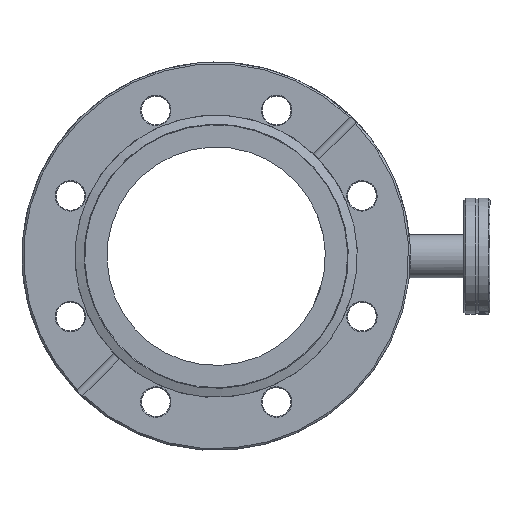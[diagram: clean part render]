
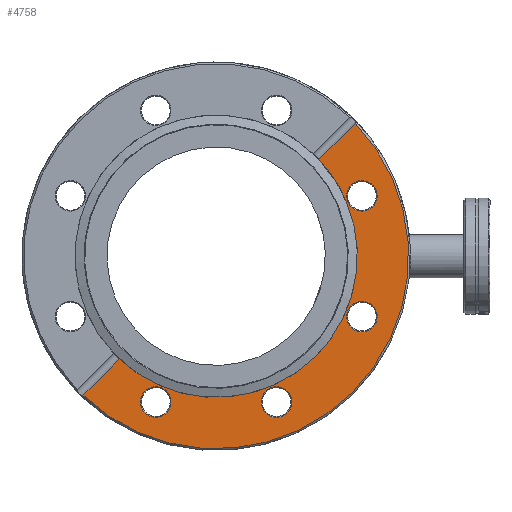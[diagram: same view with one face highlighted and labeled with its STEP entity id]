
A CAD part, front view. The second image highlights one B-rep face of the part: STEP entity #4758.
In plain terms, the highlighted planar face has unit normal (0, -1, 0).
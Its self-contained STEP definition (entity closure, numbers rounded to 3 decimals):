
#195=PLANE('',#5124);
#262=FACE_BOUND('',#904,.T.);
#263=FACE_BOUND('',#905,.T.);
#264=FACE_BOUND('',#906,.T.);
#265=FACE_BOUND('',#907,.T.);
#343=CIRCLE('',#5037,56.25);
#383=CIRCLE('',#5125,41.25);
#384=CIRCLE('',#5126,41.25);
#385=CIRCLE('',#5127,4.45);
#386=CIRCLE('',#5128,4.45);
#387=CIRCLE('',#5129,4.45);
#388=CIRCLE('',#5130,4.45);
#618=FACE_OUTER_BOUND('',#903,.T.);
#903=EDGE_LOOP('',(#3735,#3736,#3737,#3738,#3739));
#904=EDGE_LOOP('',(#3740));
#905=EDGE_LOOP('',(#3741));
#906=EDGE_LOOP('',(#3742));
#907=EDGE_LOOP('',(#3743));
#1103=LINE('',#6621,#1380);
#1207=LINE('',#20130,#1484);
#1380=VECTOR('',#5433,10.);
#1484=VECTOR('',#5679,10.);
#1930=VERTEX_POINT('',#6611);
#1931=VERTEX_POINT('',#6620);
#1933=VERTEX_POINT('',#6639);
#2116=VERTEX_POINT('',#20115);
#2127=VERTEX_POINT('',#20160);
#2128=VERTEX_POINT('',#20163);
#2129=VERTEX_POINT('',#20165);
#2130=VERTEX_POINT('',#20167);
#2131=VERTEX_POINT('',#20169);
#2421=EDGE_CURVE('',#1931,#1930,#1103,.T.);
#2425=EDGE_CURVE('',#1933,#1930,#343,.T.);
#2698=EDGE_CURVE('',#1933,#2116,#1207,.T.);
#2713=EDGE_CURVE('',#2116,#2127,#383,.T.);
#2714=EDGE_CURVE('',#2127,#1931,#384,.T.);
#2715=EDGE_CURVE('',#2128,#2128,#385,.T.);
#2716=EDGE_CURVE('',#2129,#2129,#386,.T.);
#2717=EDGE_CURVE('',#2130,#2130,#387,.T.);
#2718=EDGE_CURVE('',#2131,#2131,#388,.T.);
#3735=ORIENTED_EDGE('',*,*,#2425,.F.);
#3736=ORIENTED_EDGE('',*,*,#2698,.T.);
#3737=ORIENTED_EDGE('',*,*,#2713,.T.);
#3738=ORIENTED_EDGE('',*,*,#2714,.T.);
#3739=ORIENTED_EDGE('',*,*,#2421,.T.);
#3740=ORIENTED_EDGE('',*,*,#2715,.F.);
#3741=ORIENTED_EDGE('',*,*,#2716,.F.);
#3742=ORIENTED_EDGE('',*,*,#2717,.F.);
#3743=ORIENTED_EDGE('',*,*,#2718,.F.);
#4758=ADVANCED_FACE('',(#618,#262,#263,#264,#265),#195,.T.);
#5037=AXIS2_PLACEMENT_3D('',#6648,#5437,#5438);
#5124=AXIS2_PLACEMENT_3D('',#20159,#5715,#5716);
#5125=AXIS2_PLACEMENT_3D('',#20161,#5717,#5718);
#5126=AXIS2_PLACEMENT_3D('',#20162,#5719,#5720);
#5127=AXIS2_PLACEMENT_3D('',#20164,#5721,#5722);
#5128=AXIS2_PLACEMENT_3D('',#20166,#5723,#5724);
#5129=AXIS2_PLACEMENT_3D('',#20168,#5725,#5726);
#5130=AXIS2_PLACEMENT_3D('',#20170,#5727,#5728);
#5433=DIRECTION('',(-0.924,0.,-0.383));
#5437=DIRECTION('center_axis',(0.,1.,0.));
#5438=DIRECTION('ref_axis',(1.,0.,0.));
#5679=DIRECTION('',(-0.924,0.,-0.383));
#5715=DIRECTION('center_axis',(0.,-1.,0.));
#5716=DIRECTION('ref_axis',(0.,0.,-1.));
#5717=DIRECTION('center_axis',(0.,1.,0.));
#5718=DIRECTION('ref_axis',(1.,0.,0.));
#5719=DIRECTION('center_axis',(0.,1.,0.));
#5720=DIRECTION('ref_axis',(1.,0.,0.));
#5721=DIRECTION('center_axis',(0.,-1.,0.));
#5722=DIRECTION('ref_axis',(0.707,0.,0.707));
#5723=DIRECTION('center_axis',(0.,-1.,0.));
#5724=DIRECTION('ref_axis',(0.707,0.,-0.707));
#5725=DIRECTION('center_axis',(0.,-1.,0.));
#5726=DIRECTION('ref_axis',(1.,0.,0.));
#5727=DIRECTION('center_axis',(0.,-1.,0.));
#5728=DIRECTION('ref_axis',(0.,0.,1.));
#6611=CARTESIAN_POINT('',(-51.497,0.,-22.63));
#6620=CARTESIAN_POINT('',(-37.635,0.,-16.888));
#6621=CARTESIAN_POINT('',(52.889,0.,20.609));
#6639=CARTESIAN_POINT('',(52.416,0.,20.412));
#6648=CARTESIAN_POINT('Origin',(0.,0.,0.));
#20115=CARTESIAN_POINT('',(38.553,0.,14.67));
#20130=CARTESIAN_POINT('',(52.889,0.,20.609));
#20159=CARTESIAN_POINT('Origin',(-56.75,0.,0.));
#20160=CARTESIAN_POINT('',(41.25,0.,0.));
#20161=CARTESIAN_POINT('Origin',(0.,0.,0.));
#20162=CARTESIAN_POINT('Origin',(0.,0.,0.));
#20163=CARTESIAN_POINT('',(29.451,0.,-35.744));
#20164=CARTESIAN_POINT('Origin',(32.598,0.,-32.598));
#20165=CARTESIAN_POINT('',(-35.744,0.,-29.451));
#20166=CARTESIAN_POINT('Origin',(-32.598,0.,-32.598));
#20167=CARTESIAN_POINT('',(-4.45,0.,-46.1));
#20168=CARTESIAN_POINT('Origin',(0.,0.,-46.1));
#20169=CARTESIAN_POINT('',(46.1,0.,-4.45));
#20170=CARTESIAN_POINT('Origin',(46.1,0.,0.));
